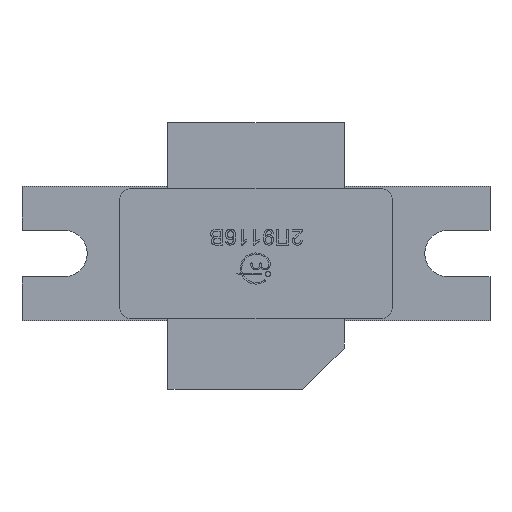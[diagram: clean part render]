
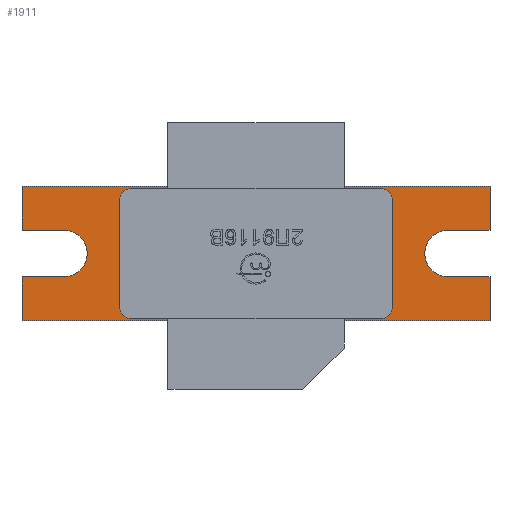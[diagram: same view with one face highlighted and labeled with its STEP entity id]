
A CAD part, top view. The second image highlights one B-rep face of the part: STEP entity #1911.
In plain terms, the highlighted planar face has unit normal (0, 0, 1).
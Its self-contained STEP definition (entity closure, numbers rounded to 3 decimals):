
#1911=ADVANCED_FACE('',(#3414,#3416),#3418,.T.);
#3414=FACE_BOUND('',#3415,.T.);
#3415=EDGE_LOOP('',(#4962,#4963,#4964,#4965,#4966,#4967,#4968,#4969,#4970,#4971,
#4972,#4973));
#3416=FACE_BOUND('',#3417,.T.);
#3417=EDGE_LOOP('',(#4974,#4975,#4976,#4977,#4978,#4979,#4980,#4981));
#3418=PLANE('',#3419);
#3419=AXIS2_PLACEMENT_3D('',#3420,#3421,#3422);
#3420=CARTESIAN_POINT('',(0.,0.,2.5));
#3421=DIRECTION('',(0.,0.,1.));
#3422=DIRECTION('',(-1.,0.,0.));
#4962=ORIENTED_EDGE('',*,*,#5611,.T.);
#4963=ORIENTED_EDGE('',*,*,#5612,.T.);
#4964=ORIENTED_EDGE('',*,*,#5613,.T.);
#4965=ORIENTED_EDGE('',*,*,#5614,.T.);
#4966=ORIENTED_EDGE('',*,*,#5615,.T.);
#4967=ORIENTED_EDGE('',*,*,#5616,.T.);
#4968=ORIENTED_EDGE('',*,*,#5617,.T.);
#4969=ORIENTED_EDGE('',*,*,#5618,.T.);
#4970=ORIENTED_EDGE('',*,*,#5619,.T.);
#4971=ORIENTED_EDGE('',*,*,#5620,.T.);
#4972=ORIENTED_EDGE('',*,*,#5621,.T.);
#4973=ORIENTED_EDGE('',*,*,#5622,.T.);
#4974=ORIENTED_EDGE('',*,*,#5601,.F.);
#4975=ORIENTED_EDGE('',*,*,#5599,.F.);
#4976=ORIENTED_EDGE('',*,*,#5597,.F.);
#4977=ORIENTED_EDGE('',*,*,#5595,.F.);
#4978=ORIENTED_EDGE('',*,*,#5609,.F.);
#4979=ORIENTED_EDGE('',*,*,#5607,.F.);
#4980=ORIENTED_EDGE('',*,*,#5605,.F.);
#4981=ORIENTED_EDGE('',*,*,#5603,.F.);
#5595=EDGE_CURVE('',#6571,#6573,#6574,.T.);
#5597=EDGE_CURVE('',#6573,#6576,#6577,.F.);
#5599=EDGE_CURVE('',#6576,#6579,#6580,.T.);
#5601=EDGE_CURVE('',#6579,#6582,#6583,.F.);
#5603=EDGE_CURVE('',#6582,#6585,#6586,.T.);
#5605=EDGE_CURVE('',#6585,#6588,#6589,.F.);
#5607=EDGE_CURVE('',#6588,#6591,#6592,.T.);
#5609=EDGE_CURVE('',#6591,#6571,#6594,.F.);
#5611=EDGE_CURVE('',#6596,#6597,#6598,.T.);
#5612=EDGE_CURVE('',#6597,#6599,#6600,.T.);
#5613=EDGE_CURVE('',#6599,#6601,#6602,.T.);
#5614=EDGE_CURVE('',#6601,#6603,#6604,.T.);
#5615=EDGE_CURVE('',#6603,#6605,#6606,.T.);
#5616=EDGE_CURVE('',#6605,#6607,#6608,.T.);
#5617=EDGE_CURVE('',#6607,#6609,#6610,.T.);
#5618=EDGE_CURVE('',#6609,#6611,#6612,.T.);
#5619=EDGE_CURVE('',#6611,#6613,#6614,.T.);
#5620=EDGE_CURVE('',#6613,#6615,#6616,.T.);
#5621=EDGE_CURVE('',#6615,#6617,#6618,.T.);
#5622=EDGE_CURVE('',#6617,#6596,#6619,.T.);
#6571=VERTEX_POINT('',#8726);
#6573=VERTEX_POINT('',#8730);
#6574=LINE('',#8731,#8732);
#6576=VERTEX_POINT('',#8737);
#6577=CIRCLE('',#8738,0.7);
#6579=VERTEX_POINT('',#8745);
#6580=LINE('',#8746,#8747);
#6582=VERTEX_POINT('',#8752);
#6583=CIRCLE('',#8753,0.7);
#6585=VERTEX_POINT('',#8760);
#6586=LINE('',#8761,#8762);
#6588=VERTEX_POINT('',#8767);
#6589=CIRCLE('',#8768,0.7);
#6591=VERTEX_POINT('',#8775);
#6592=LINE('',#8776,#8777);
#6594=CIRCLE('',#8782,0.7);
#6596=VERTEX_POINT('',#8789);
#6597=VERTEX_POINT('',#8790);
#6598=LINE('',#8791,#8792);
#6599=VERTEX_POINT('',#8794);
#6600=LINE('',#8795,#8796);
#6601=VERTEX_POINT('',#8798);
#6602=LINE('',#8799,#8800);
#6603=VERTEX_POINT('',#8802);
#6604=LINE('',#8803,#8804);
#6605=VERTEX_POINT('',#8806);
#6606=LINE('',#8807,#8808);
#6607=VERTEX_POINT('',#8810);
#6608=CIRCLE('',#8811,1.7);
#6609=VERTEX_POINT('',#8815);
#6610=LINE('',#8816,#8817);
#6611=VERTEX_POINT('',#8819);
#6612=LINE('',#8820,#8821);
#6613=VERTEX_POINT('',#8823);
#6614=LINE('',#8824,#8825);
#6615=VERTEX_POINT('',#8827);
#6616=LINE('',#8828,#8829);
#6617=VERTEX_POINT('',#8831);
#6618=LINE('',#8832,#8833);
#6619=CIRCLE('',#8835,1.7);
#8726=CARTESIAN_POINT('',(9.215,4.71,2.5));
#8730=CARTESIAN_POINT('',(-9.215,4.71,2.5));
#8731=CARTESIAN_POINT('',(9.215,4.71,2.5));
#8732=VECTOR('',#8733,1.);
#8733=DIRECTION('',(-1.,0.,0.));
#8737=CARTESIAN_POINT('',(-9.915,4.01,2.5));
#8738=AXIS2_PLACEMENT_3D('',#8739,#8740,#8741);
#8739=CARTESIAN_POINT('',(-9.215,4.01,2.5));
#8740=DIRECTION('',(0.,0.,-1.));
#8741=DIRECTION('',(-1.,0.,0.));
#8745=CARTESIAN_POINT('',(-9.915,-4.01,2.5));
#8746=CARTESIAN_POINT('',(-9.915,4.01,2.5));
#8747=VECTOR('',#8748,1.);
#8748=DIRECTION('',(0.,-1.,0.));
#8752=CARTESIAN_POINT('',(-9.215,-4.71,2.5));
#8753=AXIS2_PLACEMENT_3D('',#8754,#8755,#8756);
#8754=CARTESIAN_POINT('',(-9.215,-4.01,2.5));
#8755=DIRECTION('',(0.,0.,-1.));
#8756=DIRECTION('',(0.,-1.,0.));
#8760=CARTESIAN_POINT('',(9.215,-4.71,2.5));
#8761=CARTESIAN_POINT('',(-9.215,-4.71,2.5));
#8762=VECTOR('',#8763,1.);
#8763=DIRECTION('',(1.,0.,0.));
#8767=CARTESIAN_POINT('',(9.915,-4.01,2.5));
#8768=AXIS2_PLACEMENT_3D('',#8769,#8770,#8771);
#8769=CARTESIAN_POINT('',(9.215,-4.01,2.5));
#8770=DIRECTION('',(0.,0.,-1.));
#8771=DIRECTION('',(1.,0.,0.));
#8775=CARTESIAN_POINT('',(9.915,4.01,2.5));
#8776=CARTESIAN_POINT('',(9.915,-4.01,2.5));
#8777=VECTOR('',#8778,1.);
#8778=DIRECTION('',(0.,1.,0.));
#8782=AXIS2_PLACEMENT_3D('',#8783,#8784,#8785);
#8783=CARTESIAN_POINT('',(9.215,4.01,2.5));
#8784=DIRECTION('',(0.,0.,-1.));
#8785=DIRECTION('',(0.,1.,0.));
#8789=CARTESIAN_POINT('',(-14.,-1.7,2.5));
#8790=CARTESIAN_POINT('',(-17.05,-1.7,2.5));
#8791=CARTESIAN_POINT('',(-14.,-1.7,2.5));
#8792=VECTOR('',#8793,1.);
#8793=DIRECTION('',(-1.,0.,0.));
#8794=CARTESIAN_POINT('',(-17.05,-4.89,2.5));
#8795=CARTESIAN_POINT('',(-17.05,-1.7,2.5));
#8796=VECTOR('',#8797,1.);
#8797=DIRECTION('',(0.,-1.,0.));
#8798=CARTESIAN_POINT('',(17.05,-4.89,2.5));
#8799=CARTESIAN_POINT('',(-17.05,-4.89,2.5));
#8800=VECTOR('',#8801,1.);
#8801=DIRECTION('',(1.,0.,0.));
#8802=CARTESIAN_POINT('',(17.05,-1.7,2.5));
#8803=CARTESIAN_POINT('',(17.05,-4.89,2.5));
#8804=VECTOR('',#8805,1.);
#8805=DIRECTION('',(0.,1.,0.));
#8806=CARTESIAN_POINT('',(14.,-1.7,2.5));
#8807=CARTESIAN_POINT('',(17.05,-1.7,2.5));
#8808=VECTOR('',#8809,1.);
#8809=DIRECTION('',(-1.,0.,0.));
#8810=CARTESIAN_POINT('',(14.,1.7,2.5));
#8811=AXIS2_PLACEMENT_3D('',#8812,#8813,#8814);
#8812=CARTESIAN_POINT('',(14.,0.,2.5));
#8813=DIRECTION('',(0.,0.,-1.));
#8814=DIRECTION('',(0.,-1.,0.));
#8815=CARTESIAN_POINT('',(17.05,1.7,2.5));
#8816=CARTESIAN_POINT('',(14.,1.7,2.5));
#8817=VECTOR('',#8818,1.);
#8818=DIRECTION('',(1.,0.,0.));
#8819=CARTESIAN_POINT('',(17.05,4.89,2.5));
#8820=CARTESIAN_POINT('',(17.05,1.7,2.5));
#8821=VECTOR('',#8822,1.);
#8822=DIRECTION('',(0.,1.,0.));
#8823=CARTESIAN_POINT('',(-17.05,4.89,2.5));
#8824=CARTESIAN_POINT('',(17.05,4.89,2.5));
#8825=VECTOR('',#8826,1.);
#8826=DIRECTION('',(-1.,0.,0.));
#8827=CARTESIAN_POINT('',(-17.05,1.7,2.5));
#8828=CARTESIAN_POINT('',(-17.05,4.89,2.5));
#8829=VECTOR('',#8830,1.);
#8830=DIRECTION('',(0.,-1.,0.));
#8831=CARTESIAN_POINT('',(-14.,1.7,2.5));
#8832=CARTESIAN_POINT('',(-17.05,1.7,2.5));
#8833=VECTOR('',#8834,1.);
#8834=DIRECTION('',(1.,0.,0.));
#8835=AXIS2_PLACEMENT_3D('',#8836,#8837,#8838);
#8836=CARTESIAN_POINT('',(-14.,0.,2.5));
#8837=DIRECTION('',(0.,0.,-1.));
#8838=DIRECTION('',(0.,1.,0.));
